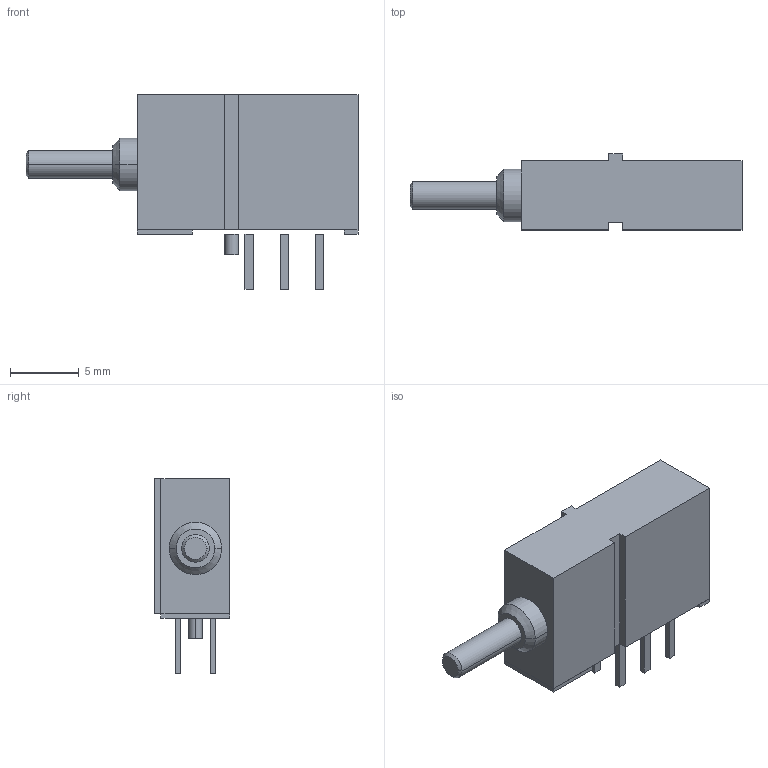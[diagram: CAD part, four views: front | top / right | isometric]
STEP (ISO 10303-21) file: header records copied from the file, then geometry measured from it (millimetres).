
FILE_DESCRIPTION((''),'2;1');
FILE_NAME('PB_MENTOR_1840.6132.stp','2009-08-31T09:35:01',(''),(''),'Mechanical Desktop 2006','Mechanical Desktop 2006',', , ');
FILE_SCHEMA(('AUTOMOTIVE_DESIGN { 1 2 10303 214 0 1 1 1 }'));
Length unit declared in the file: millimetre
Products named in the file (1): Product
Bounding box: 24.06 x 5.5 x 14.1 mm (x, y, z)
Volume: 836 mm3; surface area: 793.1 mm2
Topology: 12 solids, 12 shells, 78 faces, 158 edges, 104 vertices
Faces by surface type: plane 68, cylinder 6, cone 4
Entity records: 2047 total; most frequent: CARTESIAN_POINT 341, DIRECTION 332, ORIENTED_EDGE 316, EDGE_CURVE 158, VECTOR 142, LINE 142, VERTEX_POINT 104, AXIS2_PLACEMENT_3D 95
